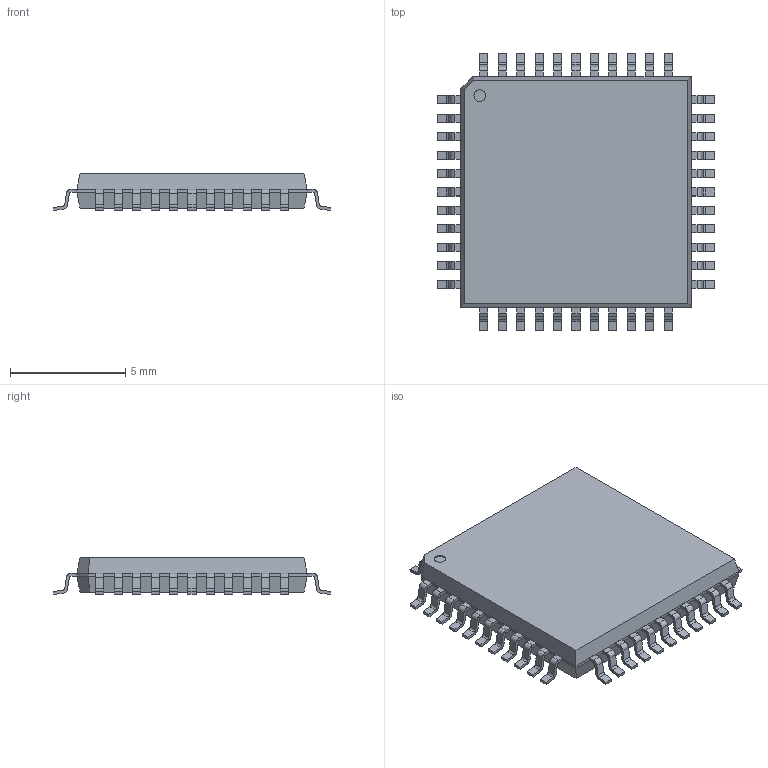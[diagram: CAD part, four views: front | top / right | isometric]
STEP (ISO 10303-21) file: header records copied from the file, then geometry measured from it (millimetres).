
FILE_DESCRIPTION((''),'2;1');
FILE_NAME('QFP80P1200X1200X160-44N.stp','2012-08-13T10:38:58',(''),(''),'Mechanical Desktop 2011','Mechanical Desktop 2011',', , ');
FILE_SCHEMA(('AUTOMOTIVE_DESIGN { 1 2 10303 214 1 1 1 1 }'));
Length unit declared in the file: millimetre
Products named in the file (1): Product
Bounding box: 12.03 x 12.03 x 1.6 mm (x, y, z)
Volume: 149.1 mm3; surface area: 318.5 mm2
Topology: 45 solids, 45 shells, 636 faces, 1625 edges, 1080 vertices
Faces by surface type: bspline 308, plane 238, cylinder 90
Entity records: 20317 total; most frequent: CARTESIAN_POINT 5498, ORIENTED_EDGE 3250, DIRECTION 2639, EDGE_CURVE 1625, VECTOR 1269, LINE 1269, VERTEX_POINT 1080, AXIS2_PLACEMENT_3D 685
